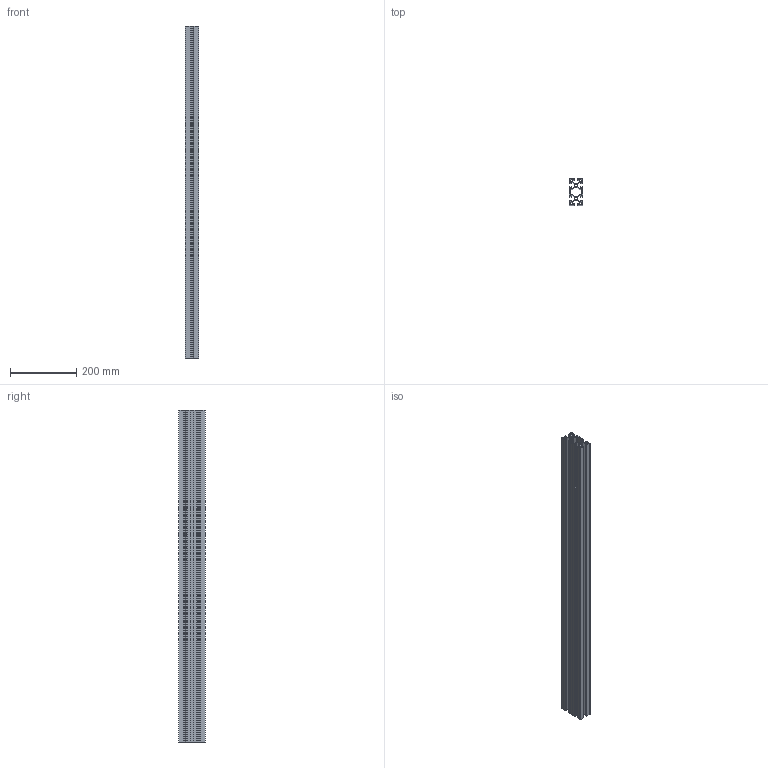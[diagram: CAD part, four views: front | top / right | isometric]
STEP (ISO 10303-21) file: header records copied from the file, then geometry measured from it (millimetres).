
FILE_DESCRIPTION((''),'2;1');
FILE_NAME('10022_AL_PROFIL_40X80','2022-09-16T13:30:06',('PredragRovcanin'),('Audax d.o.o.'),'CREO PARAMETRIC BY PTC INC, 2020281','CREO PARAMETRIC BY PTC INC, 2020281','');
FILE_SCHEMA(('AUTOMOTIVE_DESIGN { 1 0 10303 214 1 1 1 1 }'));
Length unit declared in the file: millimetre
Products named in the file (1): 10022_AL_PROFIL_40X80
Bounding box: 40 x 80 x 1000 mm (x, y, z)
Volume: 828459.5 mm3; surface area: 892847.7 mm2
Topology: 1 solids, 1 shells, 230 faces, 687 edges, 462 vertices
Faces by surface type: plane 214, cylinder 16
Entity records: 10193 total; most frequent: CARTESIAN_POINT 1376, ORIENTED_EDGE 1368, DIRECTION 1181, PRESENTATION_STYLE_ASSIGNMENT 689, STYLED_ITEM 689, CURVE_STYLE 688, EDGE_CURVE 684, VECTOR 655
